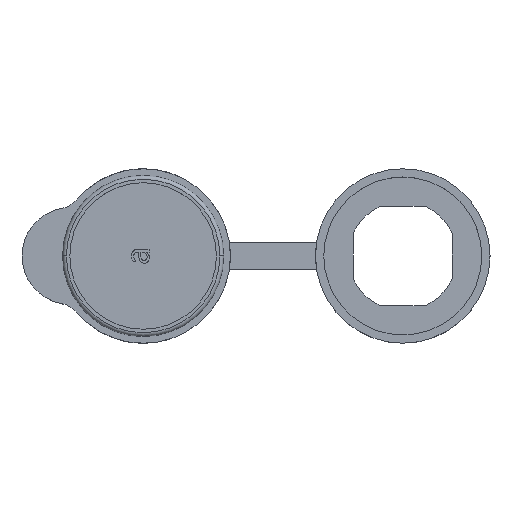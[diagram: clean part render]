
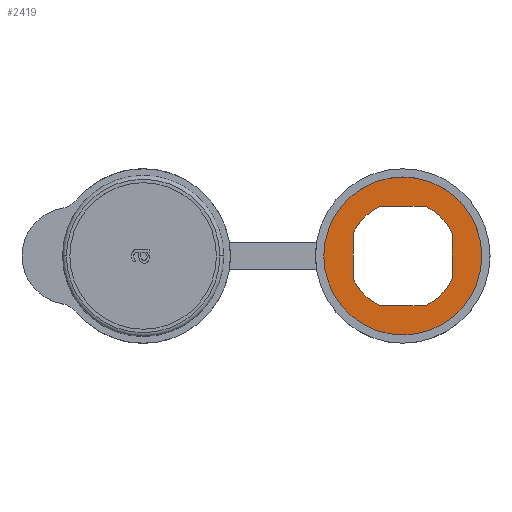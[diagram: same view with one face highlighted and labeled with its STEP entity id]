
A CAD part, top view. The second image highlights one B-rep face of the part: STEP entity #2419.
In plain terms, the highlighted planar face has unit normal (0, 0, 1).
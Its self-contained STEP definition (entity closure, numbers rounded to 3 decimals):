
#28 = CARTESIAN_POINT ( 'NONE',  ( 16.3, 0., 1.1 ) ) ;
#34 = CARTESIAN_POINT ( 'NONE',  ( -10.25, 0., 1.1 ) ) ;
#65 = PLANE ( 'NONE',  #3381 ) ;
#80 = ORIENTED_EDGE ( 'NONE', *, *, #485, .F. ) ;
#89 = EDGE_CURVE ( 'NONE', #2537, #616, #1550, .T. ) ;
#111 = EDGE_CURVE ( 'NONE', #689, #1921, #377, .T. ) ;
#117 = DIRECTION ( 'NONE',  ( 0., 0., 1. ) ) ;
#143 = DIRECTION ( 'NONE',  ( 1., 0., 0. ) ) ;
#152 = DIRECTION ( 'NONE',  ( 0., -1., 0. ) ) ;
#169 = DIRECTION ( 'NONE',  ( -1., 0., 0. ) ) ;
#191 = ORIENTED_EDGE ( 'NONE', *, *, #1605, .T. ) ;
#244 = ORIENTED_EDGE ( 'NONE', *, *, #2475, .F. ) ;
#377 = LINE ( 'NONE', #2248, #776 ) ;
#380 = DIRECTION ( 'NONE',  ( 0., 0., 1. ) ) ;
#393 = EDGE_LOOP ( 'NONE', ( #1033, #756 ) ) ;
#398 = CIRCLE ( 'NONE', #1614, 11.25 ) ;
#406 = CARTESIAN_POINT ( 'NONE',  ( 0., 0., 1.1 ) ) ;
#414 = CARTESIAN_POINT ( 'NONE',  ( 0., -10.25, 1.1 ) ) ;
#485 = EDGE_CURVE ( 'NONE', #1257, #2921, #1860, .T. ) ;
#540 = DIRECTION ( 'NONE',  ( 0., -1., 0. ) ) ;
#601 = CARTESIAN_POINT ( 'NONE',  ( 0., 0., 1.1 ) ) ;
#616 = VERTEX_POINT ( 'NONE', #1044 ) ;
#621 = CARTESIAN_POINT ( 'NONE',  ( 4.637, -10.25, 1.1 ) ) ;
#634 = CARTESIAN_POINT ( 'NONE',  ( 0., 10.25, 1.1 ) ) ;
#689 = VERTEX_POINT ( 'NONE', #2041 ) ;
#692 = DIRECTION ( 'NONE',  ( 0., 0., 1. ) ) ;
#756 = ORIENTED_EDGE ( 'NONE', *, *, #2546, .T. ) ;
#769 = LINE ( 'NONE', #34, #1552 ) ;
#776 = VECTOR ( 'NONE', #152, 1000. ) ;
#792 = CARTESIAN_POINT ( 'NONE',  ( 4.637, 10.25, 1.1 ) ) ;
#880 = AXIS2_PLACEMENT_3D ( 'NONE', #1917, #2977, #1457 ) ;
#917 = CARTESIAN_POINT ( 'NONE',  ( -10.25, 4.637, 1.1 ) ) ;
#925 = ORIENTED_EDGE ( 'NONE', *, *, #2241, .F. ) ;
#1026 = DIRECTION ( 'NONE',  ( 1., 0., 0. ) ) ;
#1033 = ORIENTED_EDGE ( 'NONE', *, *, #89, .T. ) ;
#1044 = CARTESIAN_POINT ( 'NONE',  ( -16.3, 0., 1.1 ) ) ;
#1105 = DIRECTION ( 'NONE',  ( 0., 0., 1. ) ) ;
#1139 = FACE_BOUND ( 'NONE', #2533, .T. ) ;
#1168 = AXIS2_PLACEMENT_3D ( 'NONE', #601, #1661, #1898 ) ;
#1257 = VERTEX_POINT ( 'NONE', #1458 ) ;
#1302 = CARTESIAN_POINT ( 'NONE',  ( 0., 0., 1.1 ) ) ;
#1360 = DIRECTION ( 'NONE',  ( 1., 0., 0. ) ) ;
#1397 = DIRECTION ( 'NONE',  ( 1., 0., 0. ) ) ;
#1450 = DIRECTION ( 'NONE',  ( 1., 0., 0. ) ) ;
#1457 = DIRECTION ( 'NONE',  ( 1., 0., 0. ) ) ;
#1458 = CARTESIAN_POINT ( 'NONE',  ( -4.637, 10.25, 1.1 ) ) ;
#1459 = EDGE_CURVE ( 'NONE', #1893, #1257, #3233, .T. ) ;
#1480 = LINE ( 'NONE', #414, #2504 ) ;
#1550 = CIRCLE ( 'NONE', #2982, 16.3 ) ;
#1552 = VECTOR ( 'NONE', #540, 1000. ) ;
#1557 = CIRCLE ( 'NONE', #1831, 11.25 ) ;
#1605 = EDGE_CURVE ( 'NONE', #2562, #2771, #1480, .T. ) ;
#1614 = AXIS2_PLACEMENT_3D ( 'NONE', #2974, #1105, #1360 ) ;
#1661 = DIRECTION ( 'NONE',  ( 0., 0., 1. ) ) ;
#1831 = AXIS2_PLACEMENT_3D ( 'NONE', #1302, #2893, #1026 ) ;
#1843 = CARTESIAN_POINT ( 'NONE',  ( 10.25, -4.637, 1.1 ) ) ;
#1860 = CIRCLE ( 'NONE', #3187, 11.25 ) ;
#1861 = ORIENTED_EDGE ( 'NONE', *, *, #2757, .F. ) ;
#1893 = VERTEX_POINT ( 'NONE', #792 ) ;
#1898 = DIRECTION ( 'NONE',  ( 1., 0., 0. ) ) ;
#1901 = CARTESIAN_POINT ( 'NONE',  ( -10.25, -4.637, 1.1 ) ) ;
#1912 = CARTESIAN_POINT ( 'NONE',  ( 0., 0., 1.1 ) ) ;
#1917 = CARTESIAN_POINT ( 'NONE',  ( 0., 0., 1.1 ) ) ;
#1921 = VERTEX_POINT ( 'NONE', #1843 ) ;
#2041 = CARTESIAN_POINT ( 'NONE',  ( 10.25, 4.637, 1.1 ) ) ;
#2097 = CARTESIAN_POINT ( 'NONE',  ( -4.637, -10.25, 1.1 ) ) ;
#2179 = VECTOR ( 'NONE', #3018, 1000. ) ;
#2215 = FACE_OUTER_BOUND ( 'NONE', #393, .T. ) ;
#2241 = EDGE_CURVE ( 'NONE', #2921, #2916, #769, .T. ) ;
#2248 = CARTESIAN_POINT ( 'NONE',  ( 10.25, 0., 1.1 ) ) ;
#2351 = EDGE_CURVE ( 'NONE', #2562, #1921, #2714, .T. ) ;
#2419 = ADVANCED_FACE ( 'NONE', ( #1139, #2215 ), #65, .T. ) ;
#2475 = EDGE_CURVE ( 'NONE', #2916, #2771, #398, .T. ) ;
#2488 = CARTESIAN_POINT ( 'NONE',  ( 0., 0., 1.1 ) ) ;
#2504 = VECTOR ( 'NONE', #169, 1000. ) ;
#2533 = EDGE_LOOP ( 'NONE', ( #2736, #1861, #2787, #2659, #191, #244, #925, #80 ) ) ;
#2537 = VERTEX_POINT ( 'NONE', #28 ) ;
#2546 = EDGE_CURVE ( 'NONE', #616, #2537, #3210, .T. ) ;
#2562 = VERTEX_POINT ( 'NONE', #621 ) ;
#2659 = ORIENTED_EDGE ( 'NONE', *, *, #2351, .F. ) ;
#2714 = CIRCLE ( 'NONE', #880, 11.25 ) ;
#2736 = ORIENTED_EDGE ( 'NONE', *, *, #1459, .F. ) ;
#2757 = EDGE_CURVE ( 'NONE', #689, #1893, #1557, .T. ) ;
#2771 = VERTEX_POINT ( 'NONE', #2097 ) ;
#2787 = ORIENTED_EDGE ( 'NONE', *, *, #111, .T. ) ;
#2893 = DIRECTION ( 'NONE',  ( 0., 0., 1. ) ) ;
#2916 = VERTEX_POINT ( 'NONE', #1901 ) ;
#2921 = VERTEX_POINT ( 'NONE', #917 ) ;
#2974 = CARTESIAN_POINT ( 'NONE',  ( 0., 0., 1.1 ) ) ;
#2977 = DIRECTION ( 'NONE',  ( 0., 0., 1. ) ) ;
#2982 = AXIS2_PLACEMENT_3D ( 'NONE', #2488, #117, #1450 ) ;
#3018 = DIRECTION ( 'NONE',  ( -1., 0., 0. ) ) ;
#3187 = AXIS2_PLACEMENT_3D ( 'NONE', #406, #692, #143 ) ;
#3210 = CIRCLE ( 'NONE', #1168, 16.3 ) ;
#3233 = LINE ( 'NONE', #634, #2179 ) ;
#3381 = AXIS2_PLACEMENT_3D ( 'NONE', #1912, #380, #1397 ) ;
